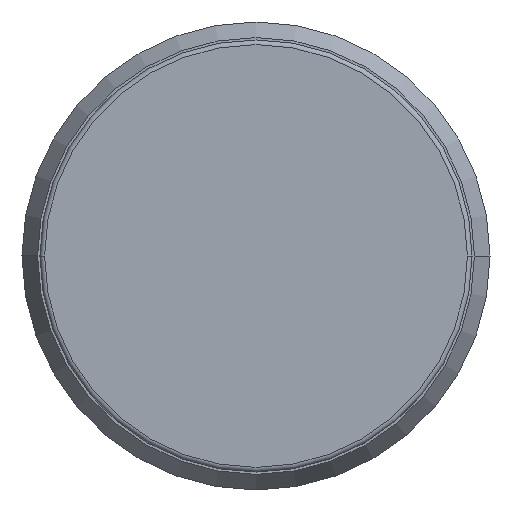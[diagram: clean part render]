
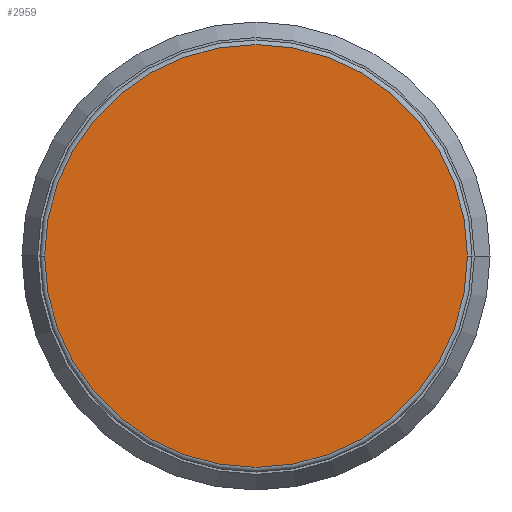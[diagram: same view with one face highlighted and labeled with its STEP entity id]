
A CAD part, front view. The second image highlights one B-rep face of the part: STEP entity #2959.
In plain terms, the highlighted planar face has unit normal (0, -1, 0).
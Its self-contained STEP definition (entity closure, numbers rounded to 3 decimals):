
#186=CARTESIAN_POINT('',(0.,-6.1,0.));
#187=DIRECTION('',(0.,-1.,0.));
#188=DIRECTION('',(-1.,0.,0.));
#189=AXIS2_PLACEMENT_3D('',#186,#187,#188);
#196=CARTESIAN_POINT('',(0.,-6.1,0.));
#197=DIRECTION('',(0.,-1.,0.));
#198=DIRECTION('',(1.,0.,0.));
#199=AXIS2_PLACEMENT_3D('',#196,#197,#198);
#2205=CARTESIAN_POINT('',(-13.55,-6.1,0.));
#2207=VERTEX_POINT('',#2205);
#2209=CARTESIAN_POINT('',(13.55,-6.1,0.));
#2211=VERTEX_POINT('',#2209);
#2949=CARTESIAN_POINT('',(0.,-6.1,0.));
#2950=DIRECTION('',(0.,1.,0.));
#2951=DIRECTION('',(1.,0.,0.));
#2952=AXIS2_PLACEMENT_3D('',#2949,#2950,#2951);
#2953=PLANE('',#2952);
#2955=ORIENTED_EDGE('',*,*,#2954,.F.);
#2956=ORIENTED_EDGE('',*,*,#2932,.F.);
#2957=EDGE_LOOP('',(#2955,#2956));
#2958=FACE_OUTER_BOUND('',#2957,.F.);
#2959=ADVANCED_FACE('',(#2958),#2953,.F.);
#190=CIRCLE('',#189,13.55);
#200=CIRCLE('',#199,13.55);
#2932=EDGE_CURVE('',#2207,#2211,#190,.T.);
#2954=EDGE_CURVE('',#2211,#2207,#200,.T.);
